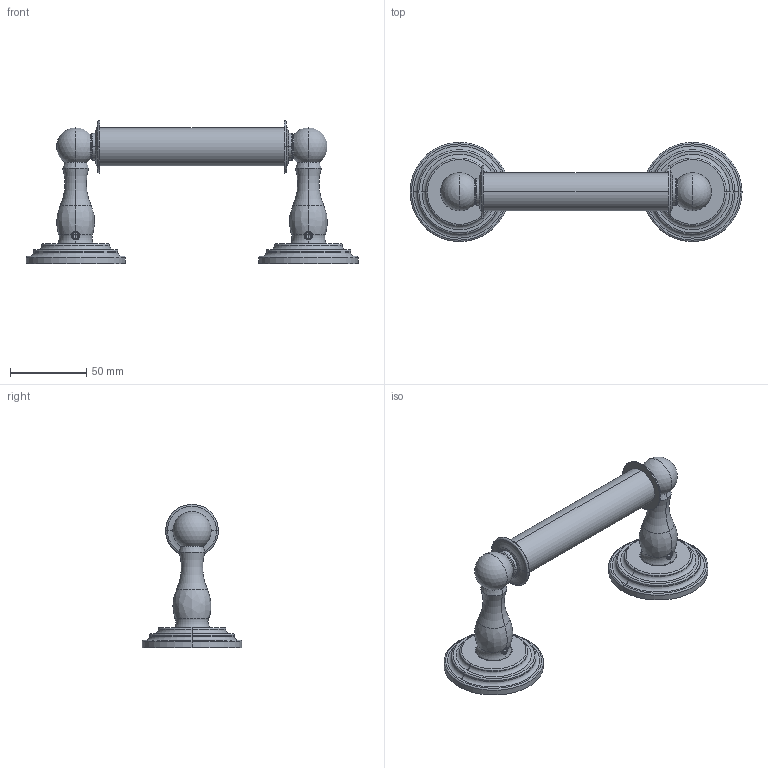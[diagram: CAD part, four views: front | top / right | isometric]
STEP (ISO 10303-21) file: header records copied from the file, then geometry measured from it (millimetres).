
FILE_DESCRIPTION((''),'2;1');
FILE_NAME('890-1500_ASM','2019-11-11T09:12:01',('rsmith'),(''),'CREO PARAMETRIC BY PTC INC, 2018400','CREO PARAMETRIC BY PTC INC, 2018400','');
FILE_SCHEMA(('CONFIG_CONTROL_DESIGN'));
Length unit declared in the file: inch
Products named in the file (13): 11XXD; 1100C; 40760; 40761; 40763; 40583; 40582; 40581; 92354; 92353; 1108TN_ASM; 92308; 890-1500_ASM
Assembly tree (14 placements, depth 3):
  890-1500_ASM
    11XXD
    1100C  x2
    40760
    40761
    1108TN_ASM
      40763
      40583
      40582
      40581
      92354
      92353
    92308  x2
Bounding box: 217.42 x 65.02 x 93.75 mm (x, y, z)
Volume: 89069.4 mm3; surface area: 104412.1 mm2
Topology: 13 solids, 24 shells, 729 faces, 1798 edges, 1133 vertices
Faces by surface type: cylinder 290, plane 186, torus 104, bspline 97, cone 40, sphere 12
Entity records: 44489 total; most frequent: CARTESIAN_POINT 29767, ORIENTED_EDGE 3100, DIRECTION 2798, EDGE_CURVE 1572, AXIS2_PLACEMENT_3D 1102, VERTEX_POINT 1002, EDGE_LOOP 698, FACE_OUTER_BOUND 636
